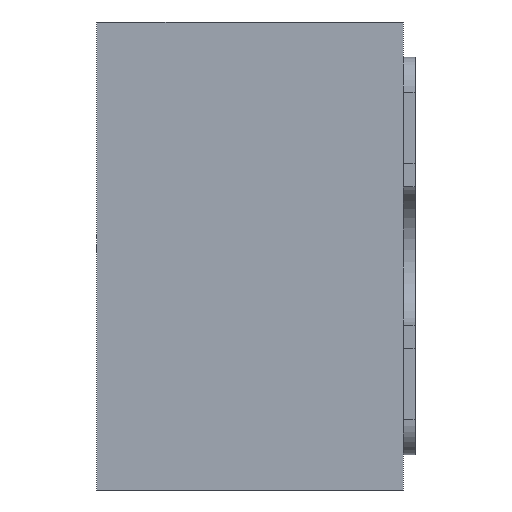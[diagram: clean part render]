
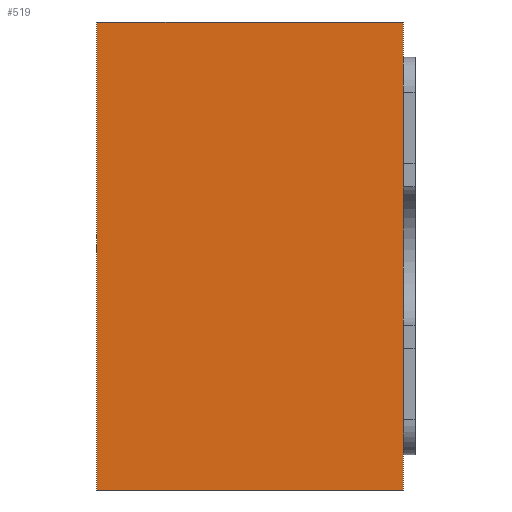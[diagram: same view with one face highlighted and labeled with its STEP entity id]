
A CAD part, left-side view. The second image highlights one B-rep face of the part: STEP entity #519.
In plain terms, the highlighted planar face has unit normal (-1, 0, 0).
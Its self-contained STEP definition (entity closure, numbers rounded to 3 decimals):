
#53 = CARTESIAN_POINT ( 'NONE',  ( -1.5, 1.3, -1. ) ) ;
#64 = CARTESIAN_POINT ( 'NONE',  ( -1.5, 0., -1. ) ) ;
#143 = EDGE_CURVE ( 'NONE', #1573, #1070, #248, .T. ) ;
#212 = DIRECTION ( 'NONE',  ( 1., 0., 0. ) ) ;
#222 = VERTEX_POINT ( 'NONE', #1717 ) ;
#224 = ORIENTED_EDGE ( 'NONE', *, *, #143, .T. ) ;
#248 = LINE ( 'NONE', #804, #1679 ) ;
#259 = FACE_OUTER_BOUND ( 'NONE', #1295, .T. ) ;
#365 = CARTESIAN_POINT ( 'NONE',  ( -1.5, 1.31, 1. ) ) ;
#439 = PLANE ( 'NONE',  #477 ) ;
#451 = LINE ( 'NONE', #544, #1613 ) ;
#477 = AXIS2_PLACEMENT_3D ( 'NONE', #1175, #212, #1220 ) ;
#519 = ADVANCED_FACE ( 'NONE', ( #259 ), #439, .F. ) ;
#536 = CARTESIAN_POINT ( 'NONE',  ( -1.5, 0., 1. ) ) ;
#544 = CARTESIAN_POINT ( 'NONE',  ( -1.5, 1.3, 1. ) ) ;
#678 = CARTESIAN_POINT ( 'NONE',  ( -1.5, 1.31, -1. ) ) ;
#684 = DIRECTION ( 'NONE',  ( 0., 0., 1. ) ) ;
#769 = ORIENTED_EDGE ( 'NONE', *, *, #800, .F. ) ;
#800 = EDGE_CURVE ( 'NONE', #1412, #1070, #451, .T. ) ;
#804 = CARTESIAN_POINT ( 'NONE',  ( -1.5, 0., -1. ) ) ;
#816 = LINE ( 'NONE', #678, #1177 ) ;
#1058 = ORIENTED_EDGE ( 'NONE', *, *, #1161, .F. ) ;
#1070 = VERTEX_POINT ( 'NONE', #536 ) ;
#1161 = EDGE_CURVE ( 'NONE', #222, #1412, #816, .T. ) ;
#1166 = DIRECTION ( 'NONE',  ( 0., 0., 1. ) ) ;
#1175 = CARTESIAN_POINT ( 'NONE',  ( -1.5, 1.3, -1. ) ) ;
#1177 = VECTOR ( 'NONE', #684, 1000. ) ;
#1220 = DIRECTION ( 'NONE',  ( 0., 0., -1. ) ) ;
#1295 = EDGE_LOOP ( 'NONE', ( #224, #769, #1058, #1586 ) ) ;
#1331 = VECTOR ( 'NONE', #1565, 1000. ) ;
#1377 = LINE ( 'NONE', #53, #1331 ) ;
#1412 = VERTEX_POINT ( 'NONE', #365 ) ;
#1466 = DIRECTION ( 'NONE',  ( 0., -1., 0. ) ) ;
#1565 = DIRECTION ( 'NONE',  ( 0., -1., 0. ) ) ;
#1573 = VERTEX_POINT ( 'NONE', #64 ) ;
#1586 = ORIENTED_EDGE ( 'NONE', *, *, #1627, .T. ) ;
#1613 = VECTOR ( 'NONE', #1466, 1000. ) ;
#1627 = EDGE_CURVE ( 'NONE', #222, #1573, #1377, .T. ) ;
#1679 = VECTOR ( 'NONE', #1166, 1000. ) ;
#1717 = CARTESIAN_POINT ( 'NONE',  ( -1.5, 1.31, -1. ) ) ;
